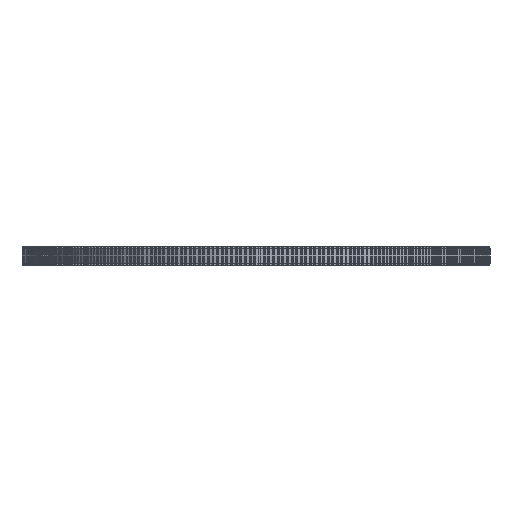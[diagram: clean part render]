
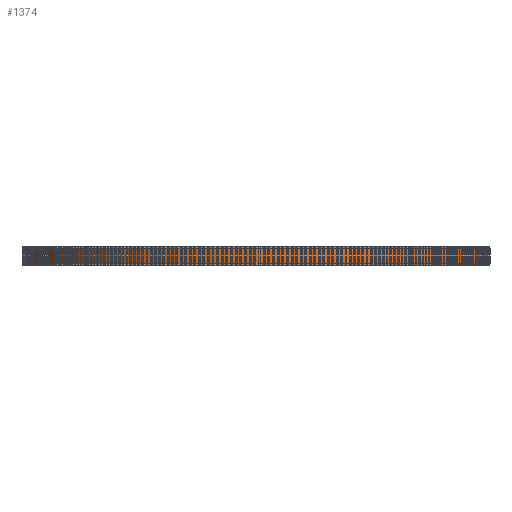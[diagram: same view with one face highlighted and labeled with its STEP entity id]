
A CAD part, left-side view. The second image highlights one B-rep face of the part: STEP entity #1374.
In plain terms, the highlighted cylindrical face has radius 99.631 mm (diameter 199.262 mm), a full revolution.
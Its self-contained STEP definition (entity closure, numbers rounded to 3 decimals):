
#97=FACE_BOUND('',#5136,.T.);
#98=FACE_BOUND('',#5137,.T.);
#1374=ADVANCED_FACE('',(#97,#98),#2627,.T.);
#2627=CYLINDRICAL_SURFACE('',#27687,99.631);
#5136=EDGE_LOOP('',(#15154));
#5137=EDGE_LOOP('',(#15155));
#15154=ORIENTED_EDGE('',*,*,#21418,.T.);
#15155=ORIENTED_EDGE('',*,*,#21419,.T.);
#17660=VERTEX_POINT('',#43980);
#17661=VERTEX_POINT('',#43982);
#21418=EDGE_CURVE('',#17660,#17660,#23924,.T.);
#21419=EDGE_CURVE('',#17661,#17661,#23925,.T.);
#23924=CIRCLE('',#27685,99.631);
#23925=CIRCLE('',#27686,99.631);
#27685=AXIS2_PLACEMENT_3D('',#43979,#36458,#36459);
#27686=AXIS2_PLACEMENT_3D('',#43981,#36460,#36461);
#27687=AXIS2_PLACEMENT_3D('',#43983,#36462,#36463);
#36458=DIRECTION('',(0.,0.,1.));
#36459=DIRECTION('',(1.,0.,0.));
#36460=DIRECTION('',(0.,0.,-1.));
#36461=DIRECTION('',(1.,0.,0.));
#36462=DIRECTION('',(0.,0.,1.));
#36463=DIRECTION('',(1.,0.,0.));
#43979=CARTESIAN_POINT('',(0.,0.,1.));
#43980=CARTESIAN_POINT('',(99.631,0.,1.));
#43981=CARTESIAN_POINT('',(0.,0.,7.));
#43982=CARTESIAN_POINT('',(99.631,0.,7.));
#43983=CARTESIAN_POINT('',(0.,0.,1.));
